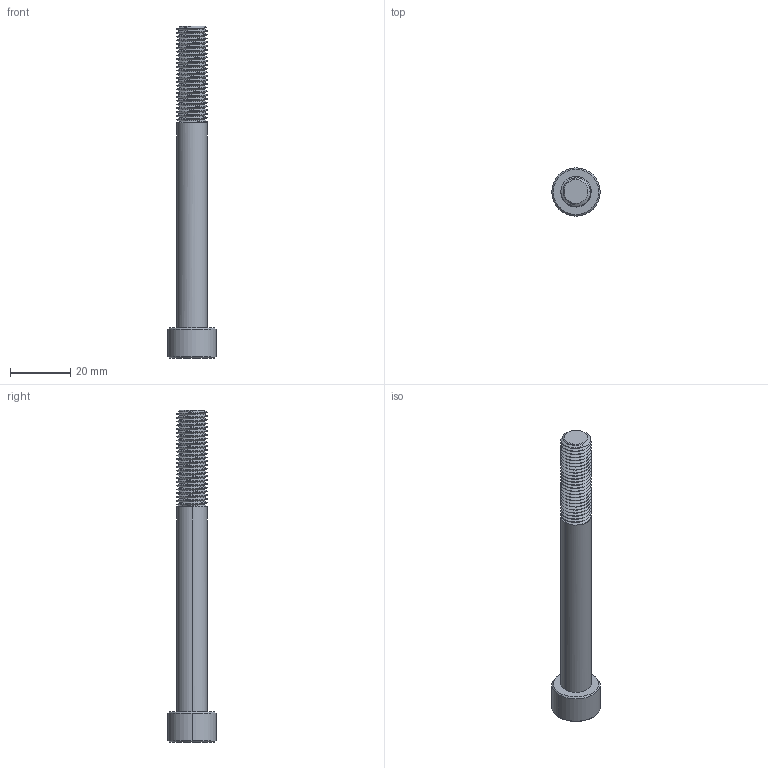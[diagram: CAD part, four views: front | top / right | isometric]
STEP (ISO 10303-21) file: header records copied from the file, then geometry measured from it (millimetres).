
FILE_DESCRIPTION (( 'STEP AP203' ), '1' );
FILE_NAME ('96144A259_Fine-Thread Alloy Steel Socket Head Screw.STEP', '2021-07-09T14:19:25', ( 'Administrator' ), ( 'Managed by Terraform' ), 'SwSTEP 2.0', 'SolidWorks 2017', '' );
FILE_SCHEMA (( 'CONFIG_CONTROL_DESIGN' ));
Length unit declared in the file: millimetre
Products named in the file (1): 96144A259_Fine-Thread Alloy Steel Socket Head Screw
Bounding box: 16 x 16 x 110 mm (x, y, z)
Volume: 9128.9 mm3; surface area: 4767.7 mm2
Topology: 1 solids, 1 shells, 135 faces, 375 edges, 244 vertices
Faces by surface type: cylinder 106, cone 16, plane 11, bspline 2
Entity records: 9451 total; most frequent: CARTESIAN_POINT 6555, ORIENTED_EDGE 750, DIRECTION 448, EDGE_CURVE 375, VERTEX_POINT 244, AXIS2_PLACEMENT_3D 161, EDGE_LOOP 137, ADVANCED_FACE 135
